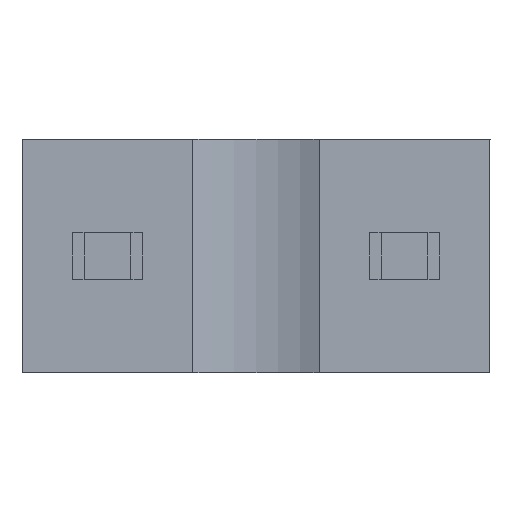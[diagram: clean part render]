
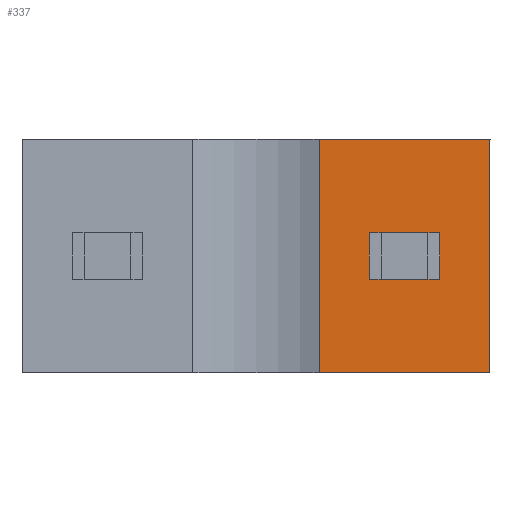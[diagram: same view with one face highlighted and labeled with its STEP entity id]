
A CAD part, front view. The second image highlights one B-rep face of the part: STEP entity #337.
In plain terms, the highlighted free-form (B-spline) face has degree [1, 1] with [2, 2] control points.
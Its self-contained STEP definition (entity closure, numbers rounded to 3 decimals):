
#302=(
BOUNDED_SURFACE()
B_SPLINE_SURFACE(1,1,((#303,#304),(#305,#306)),.UNSPECIFIED.,.F.,.F.,.F.)
B_SPLINE_SURFACE_WITH_KNOTS((2,2),(2,2),(0.000,1.000),(0.000,1.000),.UNSPECIFIED.)
GEOMETRIC_REPRESENTATION_ITEM()
RATIONAL_B_SPLINE_SURFACE(((1.,1.),(1.,1.)))
REPRESENTATION_ITEM('')
SURFACE()
);
#303=CARTESIAN_POINT('',(2.,0.,1.));
#304=CARTESIAN_POINT('',(2.,0.,-1.));
#305=CARTESIAN_POINT('',(0.54,0.,1.));
#306=CARTESIAN_POINT('',(0.54,0.,-1.));
#307=CARTESIAN_POINT('',(2.,0.,-1.));
#308=VERTEX_POINT('',#307);
#309=(
BOUNDED_CURVE()
B_SPLINE_CURVE(1,(#310,#311),.UNSPECIFIED.,.F.,.F.)
B_SPLINE_CURVE_WITH_KNOTS((2,2),(0.000,1.000),.UNSPECIFIED.)
CURVE()
GEOMETRIC_REPRESENTATION_ITEM()
RATIONAL_B_SPLINE_CURVE((1.,1.))
REPRESENTATION_ITEM('')
);
#310=CARTESIAN_POINT('',(2.,0.,-1.));
#311=CARTESIAN_POINT('',(0.54,0.,-1.));
#312=CARTESIAN_POINT('',(0.54,0.,-1.));
#313=VERTEX_POINT('',#312);
#314=EDGE_CURVE('',#308,#313,#309,.T.);
#315=ORIENTED_EDGE('',*,*,#314,.T.);
#316=(
BOUNDED_CURVE()
B_SPLINE_CURVE(1,(#317,#318),.UNSPECIFIED.,.F.,.F.)
B_SPLINE_CURVE_WITH_KNOTS((2,2),(0.000,1.000),.UNSPECIFIED.)
CURVE()
GEOMETRIC_REPRESENTATION_ITEM()
RATIONAL_B_SPLINE_CURVE((1.,1.))
REPRESENTATION_ITEM('')
);
#317=CARTESIAN_POINT('',(0.54,0.,-1.));
#318=CARTESIAN_POINT('',(0.54,0.,1.));
#319=CARTESIAN_POINT('',(0.54,0.,1.));
#320=VERTEX_POINT('',#319);
#321=EDGE_CURVE('',#313,#320,#316,.T.);
#322=ORIENTED_EDGE('',*,*,#321,.T.);
#323=(
BOUNDED_CURVE()
B_SPLINE_CURVE(1,(#324,#325),.UNSPECIFIED.,.F.,.F.)
B_SPLINE_CURVE_WITH_KNOTS((2,2),(0.000,1.000),.UNSPECIFIED.)
CURVE()
GEOMETRIC_REPRESENTATION_ITEM()
RATIONAL_B_SPLINE_CURVE((1.,1.))
REPRESENTATION_ITEM('')
);
#324=CARTESIAN_POINT('',(0.54,0.,1.));
#325=CARTESIAN_POINT('',(2.,0.,1.));
#326=CARTESIAN_POINT('',(2.,0.,1.));
#327=VERTEX_POINT('',#326);
#328=EDGE_CURVE('',#320,#327,#323,.T.);
#329=ORIENTED_EDGE('',*,*,#328,.T.);
#330=(
BOUNDED_CURVE()
B_SPLINE_CURVE(1,(#331,#332),.UNSPECIFIED.,.F.,.F.)
B_SPLINE_CURVE_WITH_KNOTS((2,2),(0.000,1.000),.UNSPECIFIED.)
CURVE()
GEOMETRIC_REPRESENTATION_ITEM()
RATIONAL_B_SPLINE_CURVE((1.,1.))
REPRESENTATION_ITEM('')
);
#331=CARTESIAN_POINT('',(2.,0.,1.));
#332=CARTESIAN_POINT('',(2.,0.,-1.));
#333=EDGE_CURVE('',#327,#308,#330,.T.);
#334=ORIENTED_EDGE('',*,*,#333,.T.);
#335=EDGE_LOOP('',(#315,#322,#329,#334));
#336=FACE_OUTER_BOUND('',#335,.T.);
#337=ADVANCED_FACE('',(#336),#302,.T.);
